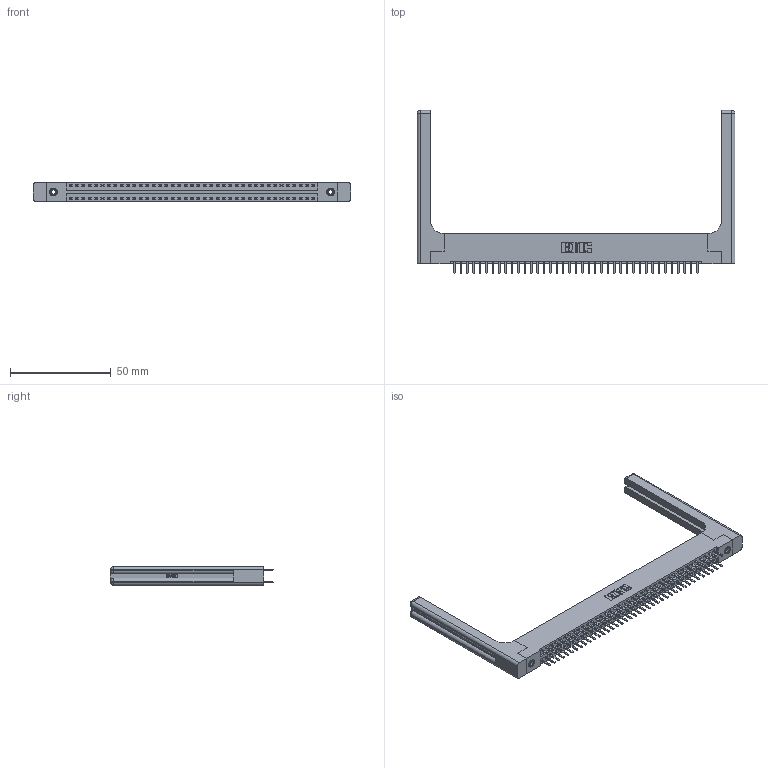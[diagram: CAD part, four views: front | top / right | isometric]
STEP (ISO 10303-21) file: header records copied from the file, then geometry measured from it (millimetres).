
FILE_DESCRIPTION (( 'STEP AP203' ), '1' );
FILE_NAME ('396-078-520-258.STEP', '2019-10-30T21:49:06', ( '' ), ( '' ), 'SwSTEP 2.0', 'SolidWorks 2016', '' );
FILE_SCHEMA (( 'CONFIG_CONTROL_DESIGN' ));
Length unit declared in the file: inch
Products named in the file (5): 346 Part_Flush Mounting Lugs - 0.156 Dia-TH; 346-220-058_345-220-058; 396-078-520-258; 345-250-001_345-250-001-102; 345-292-001_345-293-120
Assembly tree (83 placements, depth 2):
  396-078-520-258
    346 Part_Flush Mounting Lugs - 0.156 Dia-TH
    345-292-001_345-293-120  x78
    345-250-001_345-250-001-102  x2
    346-220-058_345-220-058  x2
Bounding box: 157.89 x 80.98 x 9.4 mm (x, y, z)
Volume: 22832.5 mm3; surface area: 25928.8 mm2
Topology: 83 solids, 83 shells, 4746 faces, 13709 edges, 8910 vertices
Faces by surface type: plane 3110, cylinder 1576, bspline 36, cone 12, sphere 8, torus 4
Entity records: 31152 total; most frequent: CARTESIAN_POINT 6157, ORIENTED_EDGE 4876, DIRECTION 4398, EDGE_CURVE 2438, LINE 2054, VECTOR 2054, VERTEX_POINT 1614, AXIS2_PLACEMENT_3D 1172
